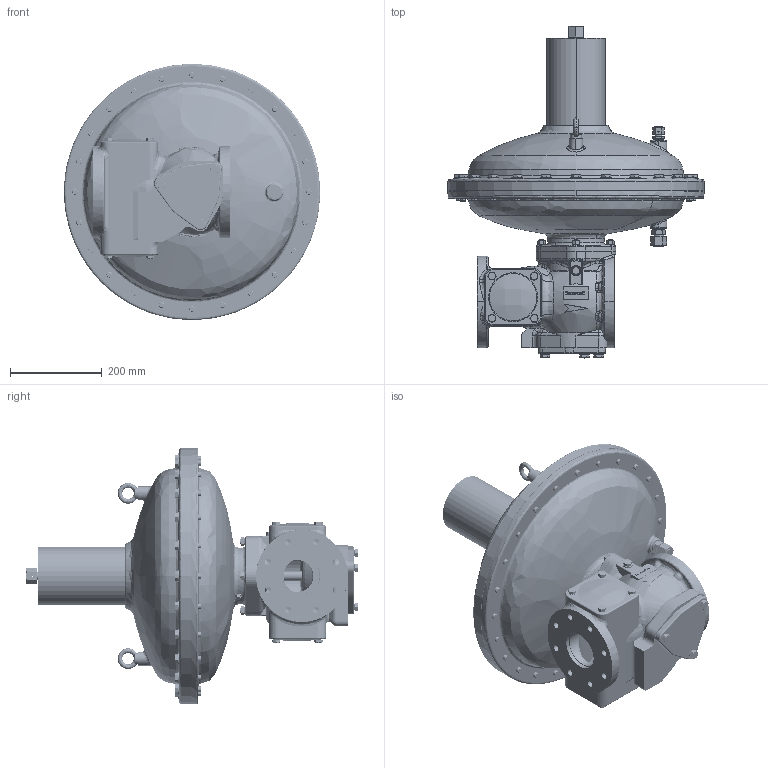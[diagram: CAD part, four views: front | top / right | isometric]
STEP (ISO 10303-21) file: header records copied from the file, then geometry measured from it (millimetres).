
FILE_DESCRIPTION (( 'STEP AP214' ), '1' );
FILE_NAME ('V_MB_HON370__80_RE3_o_SAV_A_.STEP', '2017-03-06T12:17:12', ( '' ), ( '' ), 'SwSTEP 2.0', 'SolidWorks 2015', '' );
FILE_SCHEMA (( 'AUTOMOTIVE_DESIGN' ));
Length unit declared in the file: millimetre
Products named in the file (1): V_MB_HON370__80_RE3_o_SAV_A_
Bounding box: 558 x 722.83 x 558 mm (x, y, z)
Volume: 16402264.2 mm3; surface area: 2503988.6 mm2
Topology: 118 solids, 118 shells, 3796 faces, 8884 edges, 5383 vertices
Faces by surface type: plane 1160, cylinder 1026, cone 853, bspline 757
Entity records: 162302 total; most frequent: CARTESIAN_POINT 78859, ORIENTED_EDGE 17566, DIRECTION 16316, EDGE_CURVE 8783, AXIS2_PLACEMENT_3D 6607, VERTEX_POINT 5383, EDGE_LOOP 4248, FACE_OUTER_BOUND 3796
